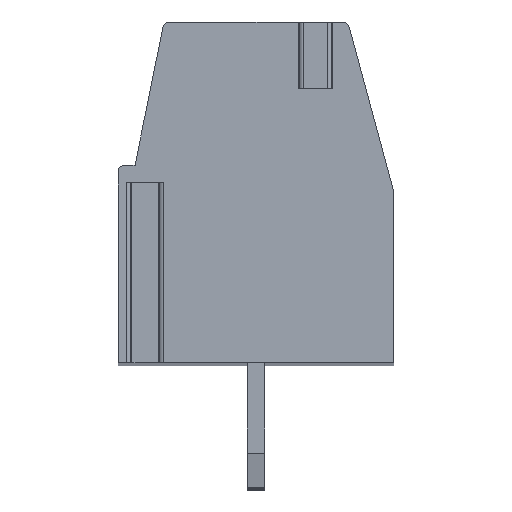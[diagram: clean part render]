
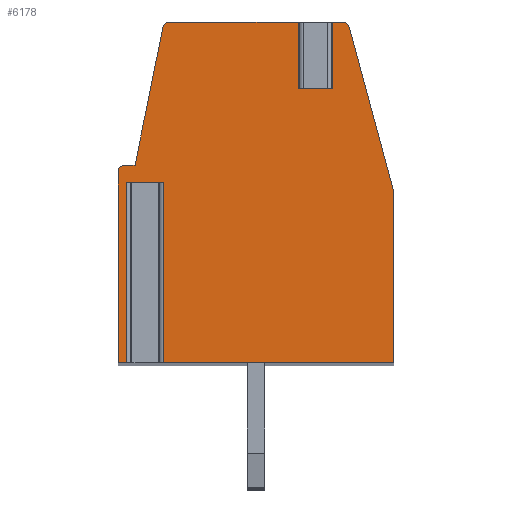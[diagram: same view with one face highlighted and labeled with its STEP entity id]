
A CAD part, top view. The second image highlights one B-rep face of the part: STEP entity #6178.
In plain terms, the highlighted planar face has unit normal (0, 0, 1).
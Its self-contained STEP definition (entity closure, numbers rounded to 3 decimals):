
#13=DIRECTION('',(-1.,0.,0.));
#14=VECTOR('',#13,1.07);
#15=CARTESIAN_POINT('',(-2.72,0.3,48.26));
#16=LINE('',#15,#14);
#17=DIRECTION('',(0.,-1.,0.));
#18=VECTOR('',#17,5.3);
#19=CARTESIAN_POINT('',(-3.79,0.3,48.26));
#20=LINE('',#19,#18);
#21=DIRECTION('',(1.,0.,0.));
#22=VECTOR('',#21,0.26);
#23=CARTESIAN_POINT('',(-4.05,-5.,48.26));
#24=LINE('',#23,#22);
#25=DIRECTION('',(0.,-1.,0.));
#26=VECTOR('',#25,5.6);
#27=CARTESIAN_POINT('',(-4.05,0.6,48.26));
#28=LINE('',#27,#26);
#29=CARTESIAN_POINT('',(-3.85,0.6,48.26));
#30=DIRECTION('',(0.,0.,1.));
#31=DIRECTION('',(0.,1.,0.));
#32=AXIS2_PLACEMENT_3D('',#29,#30,#31);
#34=DIRECTION('',(-1.,0.,0.));
#35=VECTOR('',#34,0.3);
#36=CARTESIAN_POINT('',(-3.55,0.8,48.26));
#37=LINE('',#36,#35);
#38=DIRECTION('',(-0.198,-0.98,0.));
#39=VECTOR('',#38,4.122);
#40=CARTESIAN_POINT('',(-2.732,4.84,48.26));
#41=LINE('',#40,#39);
#42=CARTESIAN_POINT('',(-2.536,4.8,48.26));
#43=DIRECTION('',(0.,0.,1.));
#44=DIRECTION('',(0.,1.,0.));
#45=AXIS2_PLACEMENT_3D('',#42,#43,#44);
#47=DIRECTION('',(-1.,0.,0.));
#48=VECTOR('',#47,3.981);
#49=CARTESIAN_POINT('',(1.445,5.,48.26));
#50=LINE('',#49,#48);
#51=DIRECTION('',(0.,-1.,0.));
#52=VECTOR('',#51,1.95);
#53=CARTESIAN_POINT('',(1.445,5.,48.26));
#54=LINE('',#53,#52);
#55=DIRECTION('',(-1.,0.,0.));
#56=VECTOR('',#55,0.6);
#57=CARTESIAN_POINT('',(2.045,3.05,48.26));
#58=LINE('',#57,#56);
#59=DIRECTION('',(0.,-1.,0.));
#60=VECTOR('',#59,1.95);
#61=CARTESIAN_POINT('',(2.045,5.,48.26));
#62=LINE('',#61,#60);
#63=DIRECTION('',(-1.,0.,0.));
#64=VECTOR('',#63,0.502);
#65=CARTESIAN_POINT('',(2.547,5.,48.26));
#66=LINE('',#65,#64);
#67=CARTESIAN_POINT('',(2.547,4.8,48.26));
#68=DIRECTION('',(0.,0.,1.));
#69=DIRECTION('',(0.965,0.261,0.));
#70=AXIS2_PLACEMENT_3D('',#67,#68,#69);
#72=DIRECTION('',(-0.261,0.965,0.));
#73=VECTOR('',#72,5.026);
#74=CARTESIAN_POINT('',(4.05,0.,48.26));
#75=LINE('',#74,#73);
#76=DIRECTION('',(0.,1.,0.));
#77=VECTOR('',#76,5.);
#78=CARTESIAN_POINT('',(4.05,-5.,48.26));
#79=LINE('',#78,#77);
#80=DIRECTION('',(1.,0.,0.));
#81=VECTOR('',#80,6.77);
#82=CARTESIAN_POINT('',(-2.72,-5.,48.26));
#83=LINE('',#82,#81);
#84=DIRECTION('',(0.,-1.,0.));
#85=VECTOR('',#84,5.3);
#86=CARTESIAN_POINT('',(-2.72,0.3,48.26));
#87=LINE('',#86,#85);
#4815=CARTESIAN_POINT('',(4.05,0.,48.26));
#4816=CARTESIAN_POINT('',(2.74,4.852,48.26));
#4817=VERTEX_POINT('',#4815);
#4818=VERTEX_POINT('',#4816);
#4819=CARTESIAN_POINT('',(2.547,5.,48.26));
#4820=VERTEX_POINT('',#4819);
#4821=CARTESIAN_POINT('',(-2.536,5.,48.26));
#4822=CARTESIAN_POINT('',(-2.732,4.84,48.26));
#4823=VERTEX_POINT('',#4821);
#4824=VERTEX_POINT('',#4822);
#4825=CARTESIAN_POINT('',(-3.55,0.8,48.26));
#4826=VERTEX_POINT('',#4825);
#4827=CARTESIAN_POINT('',(-3.85,0.8,48.26));
#4828=VERTEX_POINT('',#4827);
#4829=CARTESIAN_POINT('',(-4.05,0.6,48.26));
#4830=VERTEX_POINT('',#4829);
#4831=CARTESIAN_POINT('',(-4.05,-5.,48.26));
#4832=VERTEX_POINT('',#4831);
#4833=CARTESIAN_POINT('',(4.05,-5.,48.26));
#4834=VERTEX_POINT('',#4833);
#4895=CARTESIAN_POINT('',(2.045,3.05,48.26));
#4896=CARTESIAN_POINT('',(1.445,3.05,48.26));
#4897=VERTEX_POINT('',#4895);
#4898=VERTEX_POINT('',#4896);
#4899=CARTESIAN_POINT('',(1.445,5.,48.26));
#4900=VERTEX_POINT('',#4899);
#4901=CARTESIAN_POINT('',(2.045,5.,48.26));
#4902=VERTEX_POINT('',#4901);
#4915=CARTESIAN_POINT('',(-2.72,0.3,48.26));
#4916=CARTESIAN_POINT('',(-3.79,0.3,48.26));
#4917=VERTEX_POINT('',#4915);
#4918=VERTEX_POINT('',#4916);
#4919=CARTESIAN_POINT('',(-2.72,-5.,48.26));
#4920=VERTEX_POINT('',#4919);
#4921=CARTESIAN_POINT('',(-3.79,-5.,48.26));
#4922=VERTEX_POINT('',#4921);
#6135=CARTESIAN_POINT('',(0.,0.,48.26));
#6136=DIRECTION('',(0.,0.,1.));
#6137=DIRECTION('',(1.,0.,0.));
#6138=AXIS2_PLACEMENT_3D('',#6135,#6136,#6137);
#6139=PLANE('',#6138);
#6141=ORIENTED_EDGE('',*,*,#6140,.T.);
#6143=ORIENTED_EDGE('',*,*,#6142,.T.);
#6145=ORIENTED_EDGE('',*,*,#6144,.F.);
#6147=ORIENTED_EDGE('',*,*,#6146,.F.);
#6149=ORIENTED_EDGE('',*,*,#6148,.F.);
#6151=ORIENTED_EDGE('',*,*,#6150,.F.);
#6153=ORIENTED_EDGE('',*,*,#6152,.F.);
#6155=ORIENTED_EDGE('',*,*,#6154,.F.);
#6157=ORIENTED_EDGE('',*,*,#6156,.F.);
#6159=ORIENTED_EDGE('',*,*,#6158,.T.);
#6161=ORIENTED_EDGE('',*,*,#6160,.F.);
#6163=ORIENTED_EDGE('',*,*,#6162,.F.);
#6165=ORIENTED_EDGE('',*,*,#6164,.F.);
#6167=ORIENTED_EDGE('',*,*,#6166,.F.);
#6169=ORIENTED_EDGE('',*,*,#6168,.F.);
#6171=ORIENTED_EDGE('',*,*,#6170,.F.);
#6173=ORIENTED_EDGE('',*,*,#6172,.F.);
#6175=ORIENTED_EDGE('',*,*,#6174,.F.);
#6176=EDGE_LOOP('',(#6141,#6143,#6145,#6147,#6149,#6151,#6153,#6155,#6157,#6159,
#6161,#6163,#6165,#6167,#6169,#6171,#6173,#6175));
#6177=FACE_OUTER_BOUND('',#6176,.F.);
#33=CIRCLE('',#32,0.2);
#46=CIRCLE('',#45,0.2);
#71=CIRCLE('',#70,0.2);
#6140=EDGE_CURVE('',#4917,#4918,#16,.T.);
#6142=EDGE_CURVE('',#4918,#4922,#20,.T.);
#6144=EDGE_CURVE('',#4832,#4922,#24,.T.);
#6146=EDGE_CURVE('',#4830,#4832,#28,.T.);
#6148=EDGE_CURVE('',#4828,#4830,#33,.T.);
#6150=EDGE_CURVE('',#4826,#4828,#37,.T.);
#6152=EDGE_CURVE('',#4824,#4826,#41,.T.);
#6154=EDGE_CURVE('',#4823,#4824,#46,.T.);
#6156=EDGE_CURVE('',#4900,#4823,#50,.T.);
#6158=EDGE_CURVE('',#4900,#4898,#54,.T.);
#6160=EDGE_CURVE('',#4897,#4898,#58,.T.);
#6162=EDGE_CURVE('',#4902,#4897,#62,.T.);
#6164=EDGE_CURVE('',#4820,#4902,#66,.T.);
#6166=EDGE_CURVE('',#4818,#4820,#71,.T.);
#6168=EDGE_CURVE('',#4817,#4818,#75,.T.);
#6170=EDGE_CURVE('',#4834,#4817,#79,.T.);
#6172=EDGE_CURVE('',#4920,#4834,#83,.T.);
#6174=EDGE_CURVE('',#4917,#4920,#87,.T.);
#6178=ADVANCED_FACE('',(#6177),#6139,.T.);
